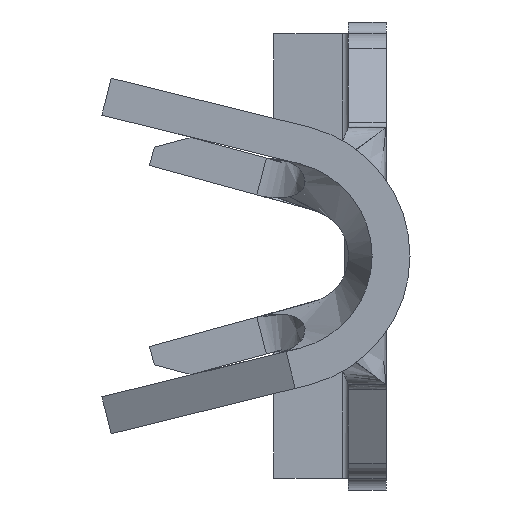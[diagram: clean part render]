
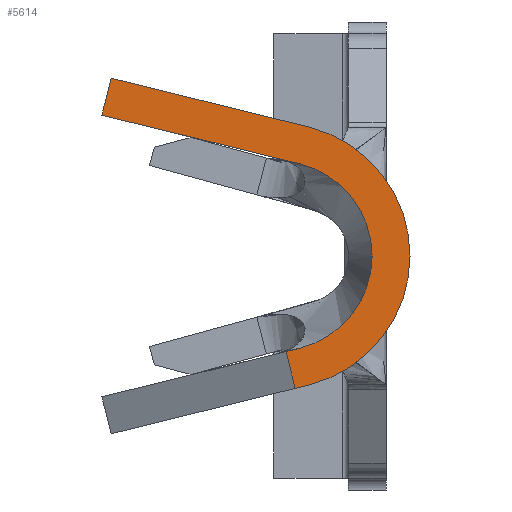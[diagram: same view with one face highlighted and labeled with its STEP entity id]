
A CAD part, left-side view. The second image highlights one B-rep face of the part: STEP entity #5614.
In plain terms, the highlighted planar face has unit normal (-1, 0, 0).
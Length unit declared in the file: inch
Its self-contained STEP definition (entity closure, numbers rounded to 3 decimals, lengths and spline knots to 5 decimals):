
#8 = VERTEX_POINT ( 'NONE', #7216 ) ;
#310 = EDGE_CURVE ( 'NONE', #929, #1632, #1920, .T. ) ;
#373 = DIRECTION ( 'NONE',  ( -1., 0., 0. ) ) ;
#577 = EDGE_CURVE ( 'NONE', #1941, #1489, #6153, .T. ) ;
#592 = AXIS2_PLACEMENT_3D ( 'NONE', #3920, #373, #4503 ) ;
#674 = ORIENTED_EDGE ( 'NONE', *, *, #577, .T. ) ;
#677 = VECTOR ( 'NONE', #4950, 39.37008 ) ;
#693 = AXIS2_PLACEMENT_3D ( 'NONE', #2569, #6695, #3154 ) ;
#929 = VERTEX_POINT ( 'NONE', #2466 ) ;
#990 = DIRECTION ( 'NONE',  ( 0., 0.971, 0.24 ) ) ;
#1046 = EDGE_CURVE ( 'NONE', #1489, #1895, #3570, .T. ) ;
#1331 = ORIENTED_EDGE ( 'NONE', *, *, #4064, .T. ) ;
#1336 = CARTESIAN_POINT ( 'NONE',  ( -0.57, 0.06516, -0.10874 ) ) ;
#1419 = CARTESIAN_POINT ( 'NONE',  ( -0.57, 0.06516, 0.10874 ) ) ;
#1489 = VERTEX_POINT ( 'NONE', #2222 ) ;
#1525 = VECTOR ( 'NONE', #7303, 39.37008 ) ;
#1563 = ORIENTED_EDGE ( 'NONE', *, *, #310, .T. ) ;
#1632 = VERTEX_POINT ( 'NONE', #6493 ) ;
#1895 = VERTEX_POINT ( 'NONE', #4906 ) ;
#1920 = CIRCLE ( 'NONE', #4759, 0.08 ) ;
#1941 = VERTEX_POINT ( 'NONE', #1419 ) ;
#2222 = CARTESIAN_POINT ( 'NONE',  ( -0.57, 0.23233, 0.15 ) ) ;
#2223 = EDGE_LOOP ( 'NONE', ( #4552, #4058, #3413, #674, #5921, #1331, #1563, #2322 ) ) ;
#2322 = ORIENTED_EDGE ( 'NONE', *, *, #6077, .T. ) ;
#2426 = LINE ( 'NONE', #2494, #5361 ) ;
#2458 = CARTESIAN_POINT ( 'NONE',  ( -0.57, 0.07699, -0.11166 ) ) ;
#2466 = CARTESIAN_POINT ( 'NONE',  ( -0.57, 0.07283, 0.07767 ) ) ;
#2494 = CARTESIAN_POINT ( 'NONE',  ( -0.57, 0.06516, -0.10874 ) ) ;
#2569 = CARTESIAN_POINT ( 'NONE',  ( -0.57, 0.092, 0. ) ) ;
#2595 = CARTESIAN_POINT ( 'NONE',  ( -0.57, 0.07283, 0.07767 ) ) ;
#2718 = EDGE_CURVE ( 'NONE', #8, #3110, #5208, .T. ) ;
#2921 = CARTESIAN_POINT ( 'NONE',  ( -0.57, 0.07283, -0.07767 ) ) ;
#3110 = VERTEX_POINT ( 'NONE', #2458 ) ;
#3154 = DIRECTION ( 'NONE',  ( 0., 0., 1. ) ) ;
#3275 = DIRECTION ( 'NONE',  ( 0., 0., 1. ) ) ;
#3413 = ORIENTED_EDGE ( 'NONE', *, *, #6283, .T. ) ;
#3570 = LINE ( 'NONE', #5135, #6331 ) ;
#3704 = LINE ( 'NONE', #2921, #6849 ) ;
#3920 = CARTESIAN_POINT ( 'NONE',  ( -0.57, 0.092, 0. ) ) ;
#4058 = ORIENTED_EDGE ( 'NONE', *, *, #6245, .T. ) ;
#4064 = EDGE_CURVE ( 'NONE', #1895, #929, #4640, .T. ) ;
#4078 = FACE_OUTER_BOUND ( 'NONE', #2223, .T. ) ;
#4358 = CARTESIAN_POINT ( 'NONE',  ( -0.57, 0.12988, 0.10259 ) ) ;
#4503 = DIRECTION ( 'NONE',  ( 0., 0., 1. ) ) ;
#4552 = ORIENTED_EDGE ( 'NONE', *, *, #2718, .T. ) ;
#4589 = VECTOR ( 'NONE', #990, 39.37008 ) ;
#4640 = LINE ( 'NONE', #2595, #1525 ) ;
#4759 = AXIS2_PLACEMENT_3D ( 'NONE', #7643, #5621, #3275 ) ;
#4906 = CARTESIAN_POINT ( 'NONE',  ( -0.57, 0.24, 0.11893 ) ) ;
#4950 = DIRECTION ( 'NONE',  ( 0., -0.24, -0.971 ) ) ;
#5135 = CARTESIAN_POINT ( 'NONE',  ( -0.57, 0.24, 0.11893 ) ) ;
#5208 = LINE ( 'NONE', #4358, #677 ) ;
#5361 = VECTOR ( 'NONE', #5447, 39.37008 ) ;
#5447 = DIRECTION ( 'NONE',  ( 0., -0.971, 0.24 ) ) ;
#5614 = ADVANCED_FACE ( 'NONE', ( #4078 ), #7449, .T. ) ;
#5621 = DIRECTION ( 'NONE',  ( 1., 0., 0. ) ) ;
#5921 = ORIENTED_EDGE ( 'NONE', *, *, #1046, .T. ) ;
#6077 = EDGE_CURVE ( 'NONE', #1632, #8, #3704, .T. ) ;
#6153 = LINE ( 'NONE', #6866, #4589 ) ;
#6245 = EDGE_CURVE ( 'NONE', #3110, #6249, #2426, .T. ) ;
#6249 = VERTEX_POINT ( 'NONE', #1336 ) ;
#6283 = EDGE_CURVE ( 'NONE', #6249, #1941, #6933, .T. ) ;
#6331 = VECTOR ( 'NONE', #6919, 39.37008 ) ;
#6493 = CARTESIAN_POINT ( 'NONE',  ( -0.57, 0.07283, -0.07767 ) ) ;
#6695 = DIRECTION ( 'NONE',  ( -1., 0., 0. ) ) ;
#6849 = VECTOR ( 'NONE', #7051, 39.37008 ) ;
#6866 = CARTESIAN_POINT ( 'NONE',  ( -0.57, 0.06516, 0.10874 ) ) ;
#6919 = DIRECTION ( 'NONE',  ( 0., 0.24, -0.971 ) ) ;
#6933 = CIRCLE ( 'NONE', #693, 0.112 ) ;
#7051 = DIRECTION ( 'NONE',  ( 0., 0.971, -0.24 ) ) ;
#7216 = CARTESIAN_POINT ( 'NONE',  ( -0.57, 0.08466, -0.08059 ) ) ;
#7303 = DIRECTION ( 'NONE',  ( 0., -0.971, -0.24 ) ) ;
#7449 = PLANE ( 'NONE',  #592 ) ;
#7643 = CARTESIAN_POINT ( 'NONE',  ( -0.57, 0.092, 0. ) ) ;
